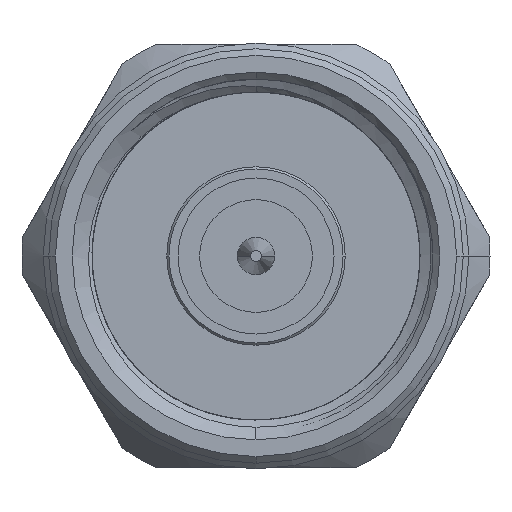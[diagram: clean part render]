
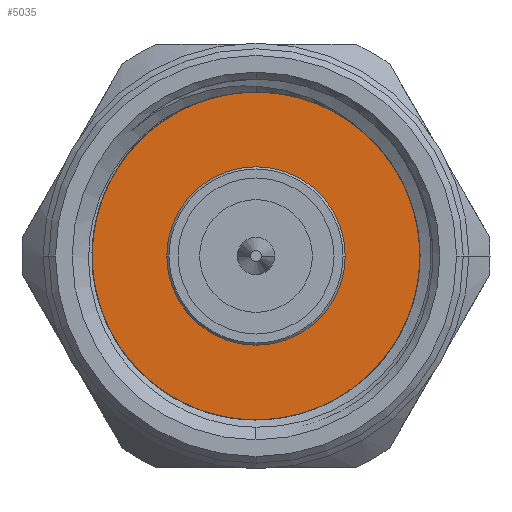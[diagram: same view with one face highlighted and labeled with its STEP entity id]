
A CAD part, left-side view. The second image highlights one B-rep face of the part: STEP entity #5035.
In plain terms, the highlighted planar face has unit normal (-1, 0, 0).
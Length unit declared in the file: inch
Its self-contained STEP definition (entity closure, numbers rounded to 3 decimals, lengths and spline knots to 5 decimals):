
#68 = EDGE_CURVE ( 'NONE', #3519, #11027, #8801, .T. ) ;
#209 = CARTESIAN_POINT ( 'NONE',  ( 0.44488, 0., 0. ) ) ;
#502 = PLANE ( 'NONE',  #1180 ) ;
#812 = CARTESIAN_POINT ( 'NONE',  ( 0.44488, 0.34646, 0. ) ) ;
#904 = CARTESIAN_POINT ( 'NONE',  ( 0.44488, 0., 0. ) ) ;
#1180 = AXIS2_PLACEMENT_3D ( 'NONE', #1362, #7847, #8982 ) ;
#1362 = CARTESIAN_POINT ( 'NONE',  ( 0.44488, 0., 0. ) ) ;
#2045 = AXIS2_PLACEMENT_3D ( 'NONE', #3151, #8707, #9496 ) ;
#2253 = AXIS2_PLACEMENT_3D ( 'NONE', #904, #5187, #7388 ) ;
#2410 = EDGE_CURVE ( 'NONE', #11027, #3519, #3412, .T. ) ;
#2470 = EDGE_LOOP ( 'NONE', ( #13032, #10894 ) ) ;
#2839 = VERTEX_POINT ( 'NONE', #5276 ) ;
#3151 = CARTESIAN_POINT ( 'NONE',  ( 0.44488, 0., 0. ) ) ;
#3412 = CIRCLE ( 'NONE', #2045, 0.34646 ) ;
#3519 = VERTEX_POINT ( 'NONE', #5970 ) ;
#3829 = CARTESIAN_POINT ( 'NONE',  ( 0.44488, 0., 0. ) ) ;
#4065 = CIRCLE ( 'NONE', #2253, 0.15768 ) ;
#5035 = ADVANCED_FACE ( 'NONE', ( #7986, #12343 ), #502, .T. ) ;
#5187 = DIRECTION ( 'NONE',  ( -1., 0., 0. ) ) ;
#5276 = CARTESIAN_POINT ( 'NONE',  ( 0.44488, -0.15768, 0. ) ) ;
#5838 = EDGE_CURVE ( 'NONE', #6133, #2839, #6418, .T. ) ;
#5970 = CARTESIAN_POINT ( 'NONE',  ( 0.44488, -0.34646, 0. ) ) ;
#6133 = VERTEX_POINT ( 'NONE', #13637 ) ;
#6418 = CIRCLE ( 'NONE', #6639, 0.15768 ) ;
#6639 = AXIS2_PLACEMENT_3D ( 'NONE', #3829, #8173, #12724 ) ;
#6686 = DIRECTION ( 'NONE',  ( -1., 0., 0. ) ) ;
#7388 = DIRECTION ( 'NONE',  ( 0., 1., 0. ) ) ;
#7847 = DIRECTION ( 'NONE',  ( -1., 0., 0. ) ) ;
#7986 = FACE_OUTER_BOUND ( 'NONE', #2470, .T. ) ;
#8173 = DIRECTION ( 'NONE',  ( -1., 0., 0. ) ) ;
#8707 = DIRECTION ( 'NONE',  ( -1., 0., 0. ) ) ;
#8801 = CIRCLE ( 'NONE', #12001, 0.34646 ) ;
#8982 = DIRECTION ( 'NONE',  ( 0., 0., 1. ) ) ;
#9481 = EDGE_LOOP ( 'NONE', ( #9954, #9900 ) ) ;
#9496 = DIRECTION ( 'NONE',  ( 0., 1., 0. ) ) ;
#9900 = ORIENTED_EDGE ( 'NONE', *, *, #10563, .F. ) ;
#9954 = ORIENTED_EDGE ( 'NONE', *, *, #5838, .F. ) ;
#10563 = EDGE_CURVE ( 'NONE', #2839, #6133, #4065, .T. ) ;
#10894 = ORIENTED_EDGE ( 'NONE', *, *, #68, .T. ) ;
#11027 = VERTEX_POINT ( 'NONE', #812 ) ;
#11055 = DIRECTION ( 'NONE',  ( 0., 1., 0. ) ) ;
#12001 = AXIS2_PLACEMENT_3D ( 'NONE', #209, #6686, #11055 ) ;
#12343 = FACE_BOUND ( 'NONE', #9481, .T. ) ;
#12724 = DIRECTION ( 'NONE',  ( 0., 1., 0. ) ) ;
#13032 = ORIENTED_EDGE ( 'NONE', *, *, #2410, .T. ) ;
#13637 = CARTESIAN_POINT ( 'NONE',  ( 0.44488, 0.15768, 0. ) ) ;
